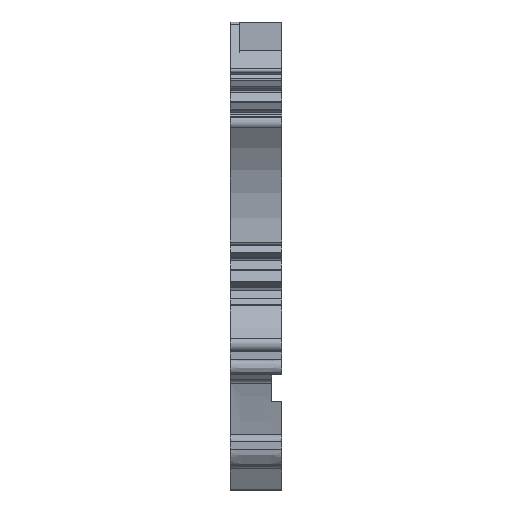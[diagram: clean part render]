
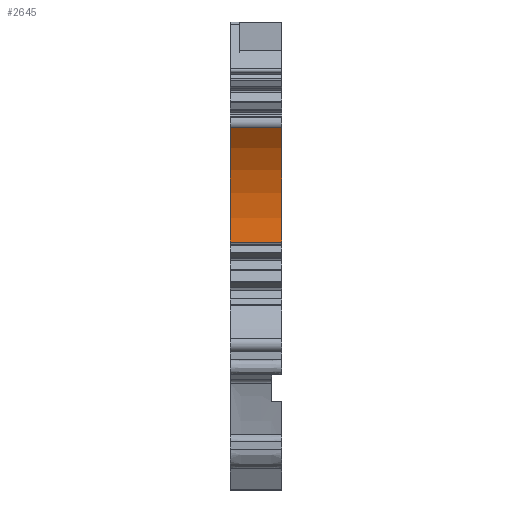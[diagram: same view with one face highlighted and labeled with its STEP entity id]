
A CAD part, front view. The second image highlights one B-rep face of the part: STEP entity #2645.
In plain terms, the highlighted cylindrical face has radius 15.05 mm (diameter 30.1 mm), a partial arc.
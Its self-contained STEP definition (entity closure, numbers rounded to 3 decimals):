
#2618=AXIS2_PLACEMENT_3D('Cylinder Axis2P3D',#2615,#2616,#2617) ;
#2622=AXIS2_PLACEMENT_3D('Circle Axis2P3D',#2620,#2621,$) ;
#2636=AXIS2_PLACEMENT_3D('Circle Axis2P3D',#2634,#2635,$) ;
#2593=CARTESIAN_POINT('Vertex',(0.,6.166,35.829)) ;
#2596=CARTESIAN_POINT('Line Origine',(2.55,6.166,35.829)) ;
#2600=CARTESIAN_POINT('Vertex',(5.1,6.166,35.829)) ;
#2615=CARTESIAN_POINT('Axis2P3D Location',(2.55,-5.549,26.382)) ;
#2620=CARTESIAN_POINT('Axis2P3D Location',(0.,-5.549,26.382)) ;
#2624=CARTESIAN_POINT('Vertex',(0.,9.383,24.506)) ;
#2627=CARTESIAN_POINT('Line Origine',(2.55,9.383,24.506)) ;
#2631=CARTESIAN_POINT('Vertex',(5.1,9.383,24.506)) ;
#2634=CARTESIAN_POINT('Axis2P3D Location',(5.1,-5.549,26.382)) ;
#2597=DIRECTION('Vector Direction',(1.,0.,0.)) ;
#2616=DIRECTION('Axis2P3D Direction',(1.,0.,0.)) ;
#2617=DIRECTION('Axis2P3D XDirection',(0.,0.652,-0.758)) ;
#2621=DIRECTION('Axis2P3D Direction',(1.,0.,0.)) ;
#2628=DIRECTION('Vector Direction',(1.,0.,0.)) ;
#2635=DIRECTION('Axis2P3D Direction',(1.,0.,0.)) ;
#2598=VECTOR('Line Direction',#2597,1.) ;
#2629=VECTOR('Line Direction',#2628,1.) ;
#2640=ORIENTED_EDGE('',*,*,#2602,.F.) ;
#2641=ORIENTED_EDGE('',*,*,#2626,.T.) ;
#2642=ORIENTED_EDGE('',*,*,#2633,.T.) ;
#2643=ORIENTED_EDGE('',*,*,#2638,.F.) ;
#2645=ADVANCED_FACE('KLTR',(#2644),#2619,.F.) ;
#2623=CIRCLE('generated circle',#2622,15.05) ;
#2637=CIRCLE('generated circle',#2636,15.05) ;
#2619=CYLINDRICAL_SURFACE('generated cylinder',#2618,15.05) ;
#2602=EDGE_CURVE('',#2594,#2601,#2599,.T.) ;
#2626=EDGE_CURVE('',#2594,#2625,#2623,.F.) ;
#2633=EDGE_CURVE('',#2625,#2632,#2630,.T.) ;
#2638=EDGE_CURVE('',#2601,#2632,#2637,.F.) ;
#2639=EDGE_LOOP('',(#2640,#2641,#2642,#2643)) ;
#2644=FACE_OUTER_BOUND('',#2639,.T.) ;
#2599=LINE('Line',#2596,#2598) ;
#2630=LINE('Line',#2627,#2629) ;
#2594=VERTEX_POINT('',#2593) ;
#2601=VERTEX_POINT('',#2600) ;
#2625=VERTEX_POINT('',#2624) ;
#2632=VERTEX_POINT('',#2631) ;
